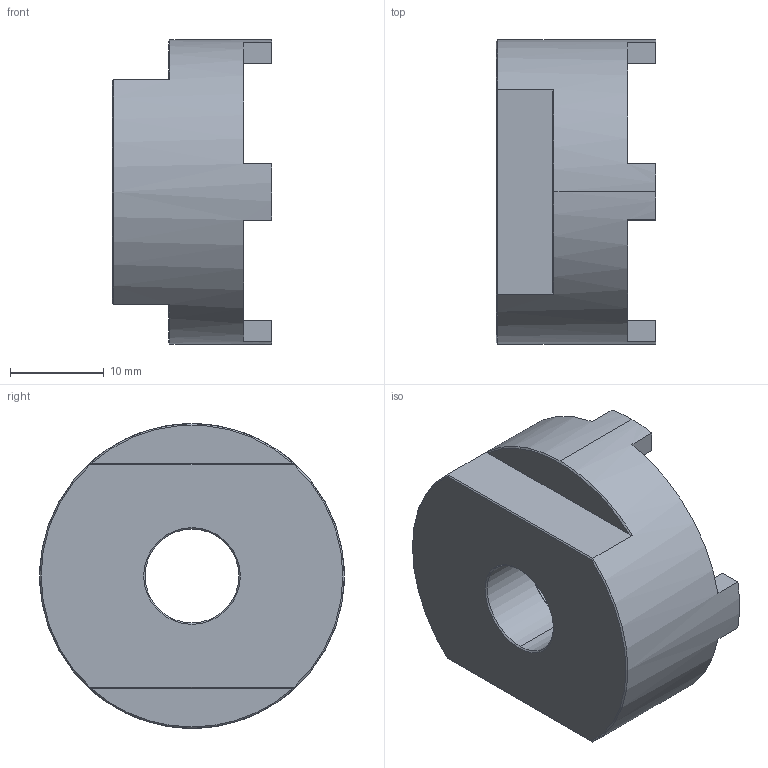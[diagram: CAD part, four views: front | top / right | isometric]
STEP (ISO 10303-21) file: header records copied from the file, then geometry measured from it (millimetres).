
FILE_DESCRIPTION (( 'STEP AP203' ), '1' );
FILE_NAME ('CNCabzieher.STEP', '2009-01-24T09:33:43', ( 'Min Ta Vong' ), ( 'safu' ), 'SwSTEP 2.0', 'SolidWorks 2004231', '' );
FILE_SCHEMA (( 'CONFIG_CONTROL_DESIGN' ));
Length unit declared in the file: millimetre
Products named in the file (1): Ro Abzieher
Bounding box: 17 x 32.5 x 32.5 mm (x, y, z)
Volume: 6502.5 mm3; surface area: 3744.4 mm2
Topology: 1 solids, 1 shells, 41 faces, 106 edges, 67 vertices
Faces by surface type: plane 24, cone 9, cylinder 6, torus 2
Entity records: 1346 total; most frequent: CARTESIAN_POINT 239, DIRECTION 227, ORIENTED_EDGE 212, EDGE_CURVE 106, AXIS2_PLACEMENT_3D 87, VERTEX_POINT 67, VECTOR 53, LINE 53
